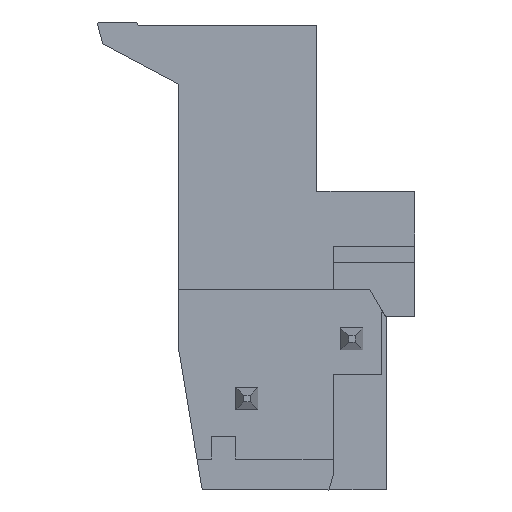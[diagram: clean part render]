
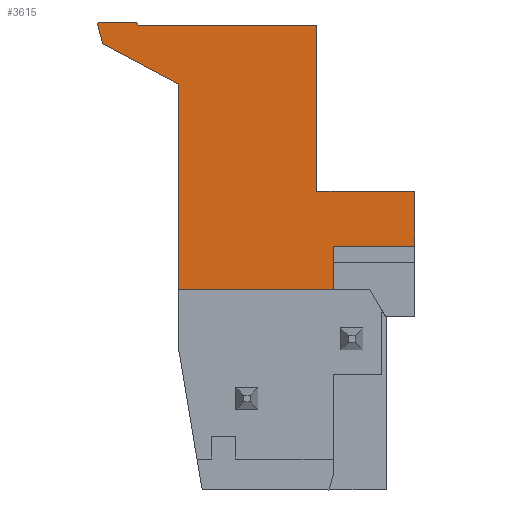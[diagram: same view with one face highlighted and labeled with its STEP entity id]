
A CAD part, left-side view. The second image highlights one B-rep face of the part: STEP entity #3615.
In plain terms, the highlighted planar face has unit normal (-1, 0, 0).
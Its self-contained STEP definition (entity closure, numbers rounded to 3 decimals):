
#3568=AXIS2_PLACEMENT_3D('Plane Axis2P3D',#3565,#3566,#3567) ;
#304=CARTESIAN_POINT('Vertex',(0.,10.675,9.089)) ;
#307=CARTESIAN_POINT('Line Origine',(0.,10.675,13.732)) ;
#311=CARTESIAN_POINT('Vertex',(0.,10.675,18.374)) ;
#499=CARTESIAN_POINT('Vertex',(0.,14.378,21.142)) ;
#502=CARTESIAN_POINT('Line Origine',(0.,13.491,21.165)) ;
#506=CARTESIAN_POINT('Vertex',(0.,12.605,21.189)) ;
#588=CARTESIAN_POINT('Vertex',(0.,0.,13.519)) ;
#591=CARTESIAN_POINT('Line Origine',(0.,0.,12.279)) ;
#595=CARTESIAN_POINT('Vertex',(0.,0.,11.039)) ;
#879=CARTESIAN_POINT('Vertex',(0.,12.502,21.039)) ;
#889=CARTESIAN_POINT('Line Origine',(0.,12.554,21.114)) ;
#1114=CARTESIAN_POINT('Vertex',(0.,3.7,11.039)) ;
#1117=CARTESIAN_POINT('Line Origine',(0.,3.7,10.064)) ;
#1121=CARTESIAN_POINT('Vertex',(0.,3.7,9.089)) ;
#3330=CARTESIAN_POINT('Line Origine',(0.,1.85,11.039)) ;
#3545=CARTESIAN_POINT('Line Origine',(0.,4.248,9.089)) ;
#3565=CARTESIAN_POINT('Axis2P3D Location',(0.,4.505,21.039)) ;
#3570=CARTESIAN_POINT('Line Origine',(0.,8.467,21.039)) ;
#3574=CARTESIAN_POINT('Vertex',(0.,4.433,21.039)) ;
#3577=CARTESIAN_POINT('Line Origine',(0.,14.253,20.676)) ;
#3581=CARTESIAN_POINT('Vertex',(0.,14.128,20.21)) ;
#3584=CARTESIAN_POINT('Line Origine',(0.,12.401,19.292)) ;
#3589=CARTESIAN_POINT('Line Origine',(0.,2.216,13.519)) ;
#3593=CARTESIAN_POINT('Vertex',(0.,4.433,13.519)) ;
#3596=CARTESIAN_POINT('Line Origine',(0.,4.433,17.279)) ;
#308=DIRECTION('Vector Direction',(0.,0.,-1.)) ;
#503=DIRECTION('Vector Direction',(0.,1.,-0.026)) ;
#592=DIRECTION('Vector Direction',(0.,0.,1.)) ;
#890=DIRECTION('Vector Direction',(0.,0.569,0.822)) ;
#1118=DIRECTION('Vector Direction',(0.,0.,-1.)) ;
#3331=DIRECTION('Vector Direction',(0.,1.,0.)) ;
#3546=DIRECTION('Vector Direction',(0.,-1.,0.)) ;
#3566=DIRECTION('Axis2P3D Direction',(-1.,0.,0.)) ;
#3567=DIRECTION('Axis2P3D XDirection',(0.,1.,0.)) ;
#3571=DIRECTION('Vector Direction',(0.,1.,0.)) ;
#3578=DIRECTION('Vector Direction',(0.,-0.259,-0.966)) ;
#3585=DIRECTION('Vector Direction',(0.,0.883,0.469)) ;
#3590=DIRECTION('Vector Direction',(0.,1.,0.)) ;
#3597=DIRECTION('Vector Direction',(0.,0.,1.)) ;
#309=VECTOR('Line Direction',#308,1.) ;
#504=VECTOR('Line Direction',#503,1.) ;
#593=VECTOR('Line Direction',#592,1.) ;
#891=VECTOR('Line Direction',#890,1.) ;
#1119=VECTOR('Line Direction',#1118,1.) ;
#3332=VECTOR('Line Direction',#3331,1.) ;
#3547=VECTOR('Line Direction',#3546,1.) ;
#3572=VECTOR('Line Direction',#3571,1.) ;
#3579=VECTOR('Line Direction',#3578,1.) ;
#3586=VECTOR('Line Direction',#3585,1.) ;
#3591=VECTOR('Line Direction',#3590,1.) ;
#3598=VECTOR('Line Direction',#3597,1.) ;
#3602=ORIENTED_EDGE('',*,*,#3576,.T.) ;
#3603=ORIENTED_EDGE('',*,*,#893,.T.) ;
#3604=ORIENTED_EDGE('',*,*,#508,.T.) ;
#3605=ORIENTED_EDGE('',*,*,#3583,.T.) ;
#3606=ORIENTED_EDGE('',*,*,#3588,.F.) ;
#3607=ORIENTED_EDGE('',*,*,#313,.T.) ;
#3608=ORIENTED_EDGE('',*,*,#3549,.F.) ;
#3609=ORIENTED_EDGE('',*,*,#1123,.F.) ;
#3610=ORIENTED_EDGE('',*,*,#3334,.F.) ;
#3611=ORIENTED_EDGE('',*,*,#597,.T.) ;
#3612=ORIENTED_EDGE('',*,*,#3595,.T.) ;
#3613=ORIENTED_EDGE('',*,*,#3600,.T.) ;
#3615=ADVANCED_FACE('STIFTLEISTE',(#3614),#3569,.T.) ;
#313=EDGE_CURVE('',#312,#305,#310,.T.) ;
#508=EDGE_CURVE('',#507,#500,#505,.T.) ;
#597=EDGE_CURVE('',#596,#589,#594,.T.) ;
#893=EDGE_CURVE('',#880,#507,#892,.T.) ;
#1123=EDGE_CURVE('',#1115,#1122,#1120,.T.) ;
#3334=EDGE_CURVE('',#596,#1115,#3333,.T.) ;
#3549=EDGE_CURVE('',#1122,#305,#3548,.F.) ;
#3576=EDGE_CURVE('',#3575,#880,#3573,.T.) ;
#3583=EDGE_CURVE('',#500,#3582,#3580,.T.) ;
#3588=EDGE_CURVE('',#312,#3582,#3587,.T.) ;
#3595=EDGE_CURVE('',#589,#3594,#3592,.T.) ;
#3600=EDGE_CURVE('',#3594,#3575,#3599,.T.) ;
#3601=EDGE_LOOP('',(#3602,#3603,#3604,#3605,#3606,#3607,#3608,#3609,#3610,#3611,#3612,#3613)) ;
#3614=FACE_OUTER_BOUND('',#3601,.T.) ;
#310=LINE('Line',#307,#309) ;
#505=LINE('Line',#502,#504) ;
#594=LINE('Line',#591,#593) ;
#892=LINE('Line',#889,#891) ;
#1120=LINE('Line',#1117,#1119) ;
#3333=LINE('Line',#3330,#3332) ;
#3548=LINE('Line',#3545,#3547) ;
#3573=LINE('Line',#3570,#3572) ;
#3580=LINE('Line',#3577,#3579) ;
#3587=LINE('Line',#3584,#3586) ;
#3592=LINE('Line',#3589,#3591) ;
#3599=LINE('Line',#3596,#3598) ;
#3569=PLANE('',#3568) ;
#305=VERTEX_POINT('',#304) ;
#312=VERTEX_POINT('',#311) ;
#500=VERTEX_POINT('',#499) ;
#507=VERTEX_POINT('',#506) ;
#589=VERTEX_POINT('',#588) ;
#596=VERTEX_POINT('',#595) ;
#880=VERTEX_POINT('',#879) ;
#1115=VERTEX_POINT('',#1114) ;
#1122=VERTEX_POINT('',#1121) ;
#3575=VERTEX_POINT('',#3574) ;
#3582=VERTEX_POINT('',#3581) ;
#3594=VERTEX_POINT('',#3593) ;
